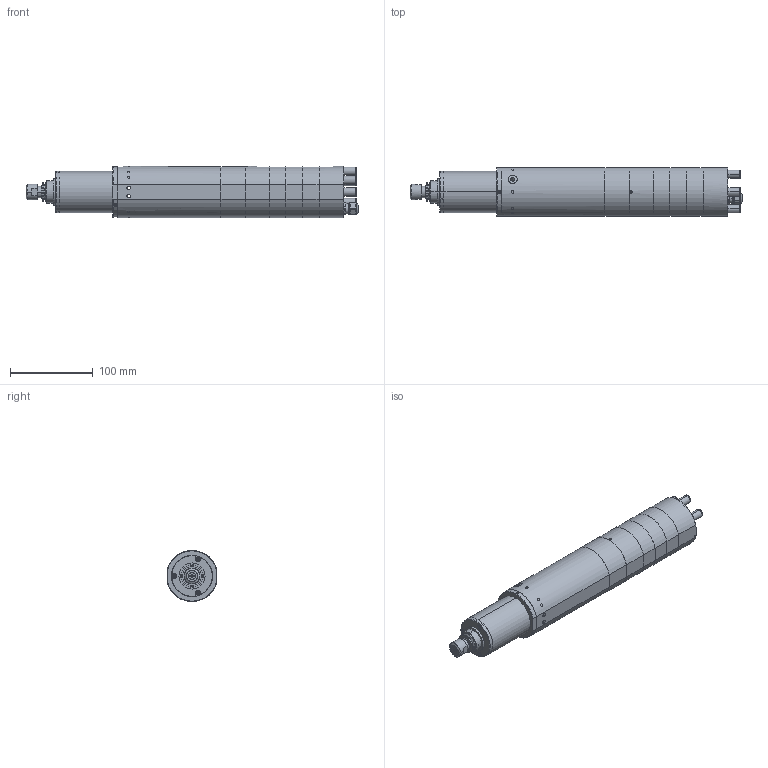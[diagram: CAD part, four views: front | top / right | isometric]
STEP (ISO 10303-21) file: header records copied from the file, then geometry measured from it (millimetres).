
FILE_DESCRIPTION (( 'STEP AP203' ), '1' );
FILE_NAME ('050A50FO-00A.STEP', '2011-05-13T06:37:49', ( 'FM10CAD1' ), ( 'IBAG Switzerland AG' ), 'SwSTEP 2.0', 'SolidWorks 2010', '' );
FILE_SCHEMA (( 'CONFIG_CONTROL_DESIGN' ));
Length unit declared in the file: millimetre
Products named in the file (1): 050A50FO-00A
Bounding box: 401.05 x 59 x 61.7 mm (x, y, z)
Surface area: 98066.3 mm2 (no closed solid volume)
Topology: 0 solids, 53 shells, 413 faces, 1566 edges, 1193 vertices
Faces by surface type: plane 175, cylinder 159, cone 49, torus 30
Entity records: 18612 total; most frequent: CARTESIAN_POINT 4764, DIRECTION 3110, ORIENTED_EDGE 2326, EDGE_CURVE 1552, AXIS2_PLACEMENT_3D 1260, VERTEX_POINT 1193, CIRCLE 846, EDGE_LOOP 653
